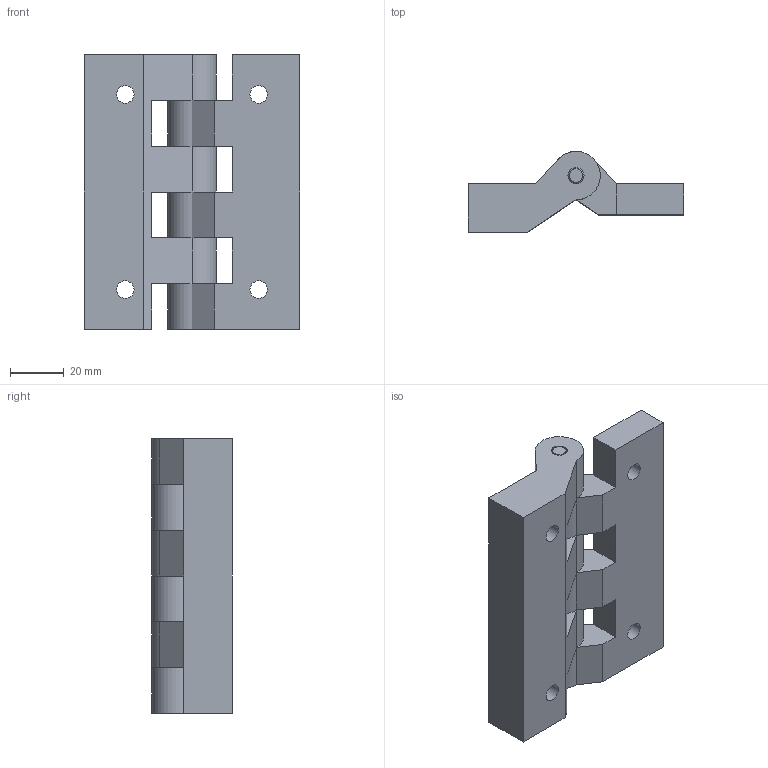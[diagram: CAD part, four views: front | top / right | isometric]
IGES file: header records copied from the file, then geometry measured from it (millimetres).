
Global section: file name: No Iges File Name specified; native system: AutoDesk Inventor R10; preprocessor: AutoDesk Inventor Iges Exporter R10; author: No Author specified; organization: No Organization specified; date: 20060412.122049; units: millimetre
Bounding box: 80 x 29.99 x 102 mm (x, y, z)
Volume: 112038.4 mm3; surface area: 32324.9 mm2
Topology: 3 solids, 3 shells, 65 faces, 153 edges, 98 vertices
Faces by surface type: plane 38, bspline 12, cylinder 7, revolution 6, cone 2
Full cylindrical faces by diameter (mm): 6 x1
